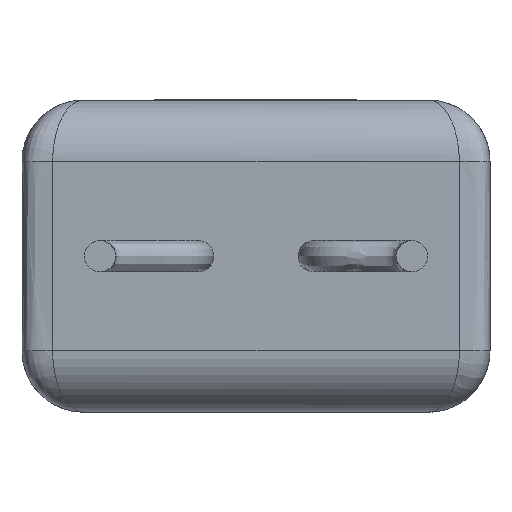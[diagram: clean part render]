
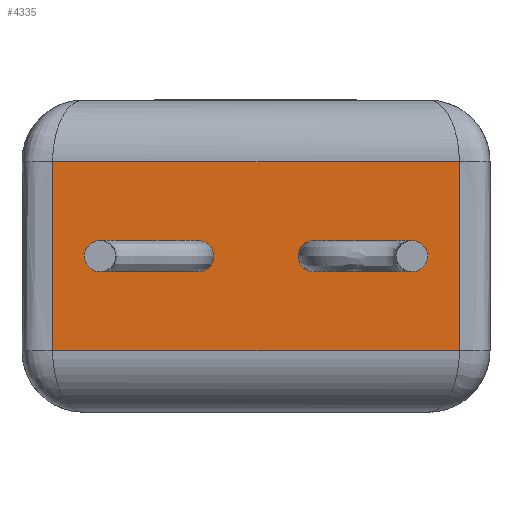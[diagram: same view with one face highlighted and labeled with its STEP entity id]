
A CAD part, front view. The second image highlights one B-rep face of the part: STEP entity #4335.
In plain terms, the highlighted planar face has unit normal (0, -1, 0).
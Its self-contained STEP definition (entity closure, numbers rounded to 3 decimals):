
#23 = CIRCLE ( 'NONE', #2203, 0.255 ) ;
#79 = ORIENTED_EDGE ( 'NONE', *, *, #374, .T. ) ;
#101 = EDGE_LOOP ( 'NONE', ( #2408, #2346, #5220, #2734 ) ) ;
#162 = VERTEX_POINT ( 'NONE', #2603 ) ;
#234 = CARTESIAN_POINT ( 'NONE',  ( 0., 0., 5.08 ) ) ;
#374 = EDGE_CURVE ( 'NONE', #6482, #1993, #6330, .T. ) ;
#803 = B_SPLINE_CURVE_WITH_KNOTS ( 'NONE', 3,
 ( #5336, #3170, #4255, #5262 ),
 .UNSPECIFIED., .F., .F.,
 ( 4, 4 ),
 ( 0.197, 0.803 ),
 .UNSPECIFIED. ) ;
#1085 = FACE_BOUND ( 'NONE', #4981, .T. ) ;
#1203 = CARTESIAN_POINT ( 'NONE',  ( 7.12, 0., 1. ) ) ;
#1209 = CARTESIAN_POINT ( 'NONE',  ( 7.12, 0., 1. ) ) ;
#1298 = EDGE_CURVE ( 'NONE', #1472, #2716, #23, .T. ) ;
#1300 = PLANE ( 'NONE',  #1714 ) ;
#1423 = CARTESIAN_POINT ( 'NONE',  ( 0., 0., 4.08 ) ) ;
#1427 = EDGE_CURVE ( 'NONE', #1993, #6482, #3316, .T. ) ;
#1472 = VERTEX_POINT ( 'NONE', #4680 ) ;
#1531 = CARTESIAN_POINT ( 'NONE',  ( 4.75, 0., 2.54 ) ) ;
#1551 = DIRECTION ( 'NONE',  ( 0., 0., -1. ) ) ;
#1612 = CARTESIAN_POINT ( 'NONE',  ( 4.75, 0., 2.54 ) ) ;
#1702 = EDGE_CURVE ( 'NONE', #162, #5637, #4376, .T. ) ;
#1714 = AXIS2_PLACEMENT_3D ( 'NONE', #234, #5420, #1737 ) ;
#1737 = DIRECTION ( 'NONE',  ( 0., 0., 1. ) ) ;
#1742 = VERTEX_POINT ( 'NONE', #3151 ) ;
#1937 = EDGE_CURVE ( 'NONE', #2716, #1472, #3230, .T. ) ;
#1972 = EDGE_CURVE ( 'NONE', #5637, #5932, #803, .T. ) ;
#1975 = CARTESIAN_POINT ( 'NONE',  ( 2.87, 0., 2.54 ) ) ;
#1993 = VERTEX_POINT ( 'NONE', #2676 ) ;
#2103 = ORIENTED_EDGE ( 'NONE', *, *, #1298, .F. ) ;
#2169 = EDGE_LOOP ( 'NONE', ( #2608, #79 ) ) ;
#2203 = AXIS2_PLACEMENT_3D ( 'NONE', #1975, #5561, #5092 ) ;
#2235 = CARTESIAN_POINT ( 'NONE',  ( 7.12, 0., 3.053 ) ) ;
#2341 = DIRECTION ( 'NONE',  ( -1., 0., 0. ) ) ;
#2346 = ORIENTED_EDGE ( 'NONE', *, *, #5270, .T. ) ;
#2380 = VECTOR ( 'NONE', #5806, 1000. ) ;
#2408 = ORIENTED_EDGE ( 'NONE', *, *, #1972, .T. ) ;
#2457 = CARTESIAN_POINT ( 'NONE',  ( 0.5, 0., 4.08 ) ) ;
#2462 = VECTOR ( 'NONE', #2341, 1000. ) ;
#2603 = CARTESIAN_POINT ( 'NONE',  ( 7.12, 0., 4.08 ) ) ;
#2608 = ORIENTED_EDGE ( 'NONE', *, *, #1427, .T. ) ;
#2627 = FACE_BOUND ( 'NONE', #2169, .T. ) ;
#2676 = CARTESIAN_POINT ( 'NONE',  ( 4.75, 0., 2.795 ) ) ;
#2716 = VERTEX_POINT ( 'NONE', #5248 ) ;
#2734 = ORIENTED_EDGE ( 'NONE', *, *, #1702, .T. ) ;
#2981 = AXIS2_PLACEMENT_3D ( 'NONE', #1531, #6689, #1551 ) ;
#3127 = B_SPLINE_CURVE_WITH_KNOTS ( 'NONE', 3,
 ( #1203, #6287, #2235, #5821 ),
 .UNSPECIFIED., .F., .F.,
 ( 4, 4 ),
 ( 0.197, 0.803 ),
 .UNSPECIFIED. ) ;
#3151 = CARTESIAN_POINT ( 'NONE',  ( 7.12, 0., 1. ) ) ;
#3170 = CARTESIAN_POINT ( 'NONE',  ( 0.5, 0., 3.053 ) ) ;
#3230 = CIRCLE ( 'NONE', #5008, 0.255 ) ;
#3316 = CIRCLE ( 'NONE', #4364, 0.255 ) ;
#3636 = CARTESIAN_POINT ( 'NONE',  ( 4.75, 0., 2.285 ) ) ;
#4098 = DIRECTION ( 'NONE',  ( 0., 0., -1. ) ) ;
#4142 = FACE_OUTER_BOUND ( 'NONE', #101, .T. ) ;
#4255 = CARTESIAN_POINT ( 'NONE',  ( 0.5, 0., 2.027 ) ) ;
#4335 = ADVANCED_FACE ( 'NONE', ( #2627, #4142, #1085 ), #1300, .F. ) ;
#4364 = AXIS2_PLACEMENT_3D ( 'NONE', #1612, #4613, #4098 ) ;
#4376 = LINE ( 'NONE', #1423, #2462 ) ;
#4613 = DIRECTION ( 'NONE',  ( 0., 1., 0. ) ) ;
#4629 = CARTESIAN_POINT ( 'NONE',  ( 0.5, 0., 1. ) ) ;
#4680 = CARTESIAN_POINT ( 'NONE',  ( 2.87, 0., 2.285 ) ) ;
#4733 = CARTESIAN_POINT ( 'NONE',  ( 2.87, 0., 2.54 ) ) ;
#4981 = EDGE_LOOP ( 'NONE', ( #5135, #2103 ) ) ;
#5008 = AXIS2_PLACEMENT_3D ( 'NONE', #4733, #5758, #5808 ) ;
#5092 = DIRECTION ( 'NONE',  ( 0., 0., 1. ) ) ;
#5135 = ORIENTED_EDGE ( 'NONE', *, *, #1937, .F. ) ;
#5220 = ORIENTED_EDGE ( 'NONE', *, *, #6054, .T. ) ;
#5248 = CARTESIAN_POINT ( 'NONE',  ( 2.87, 0., 2.795 ) ) ;
#5262 = CARTESIAN_POINT ( 'NONE',  ( 0.5, 0., 1. ) ) ;
#5270 = EDGE_CURVE ( 'NONE', #5932, #1742, #6144, .T. ) ;
#5336 = CARTESIAN_POINT ( 'NONE',  ( 0.5, 0., 4.08 ) ) ;
#5420 = DIRECTION ( 'NONE',  ( 0., 1., 0. ) ) ;
#5561 = DIRECTION ( 'NONE',  ( 0., -1., 0. ) ) ;
#5637 = VERTEX_POINT ( 'NONE', #2457 ) ;
#5758 = DIRECTION ( 'NONE',  ( 0., -1., 0. ) ) ;
#5806 = DIRECTION ( 'NONE',  ( 1., 0., 0. ) ) ;
#5808 = DIRECTION ( 'NONE',  ( 0., 0., 1. ) ) ;
#5821 = CARTESIAN_POINT ( 'NONE',  ( 7.12, 0., 4.08 ) ) ;
#5932 = VERTEX_POINT ( 'NONE', #4629 ) ;
#6054 = EDGE_CURVE ( 'NONE', #1742, #162, #3127, .T. ) ;
#6144 = LINE ( 'NONE', #1209, #2380 ) ;
#6287 = CARTESIAN_POINT ( 'NONE',  ( 7.12, 0., 2.027 ) ) ;
#6330 = CIRCLE ( 'NONE', #2981, 0.255 ) ;
#6482 = VERTEX_POINT ( 'NONE', #3636 ) ;
#6689 = DIRECTION ( 'NONE',  ( 0., 1., 0. ) ) ;
